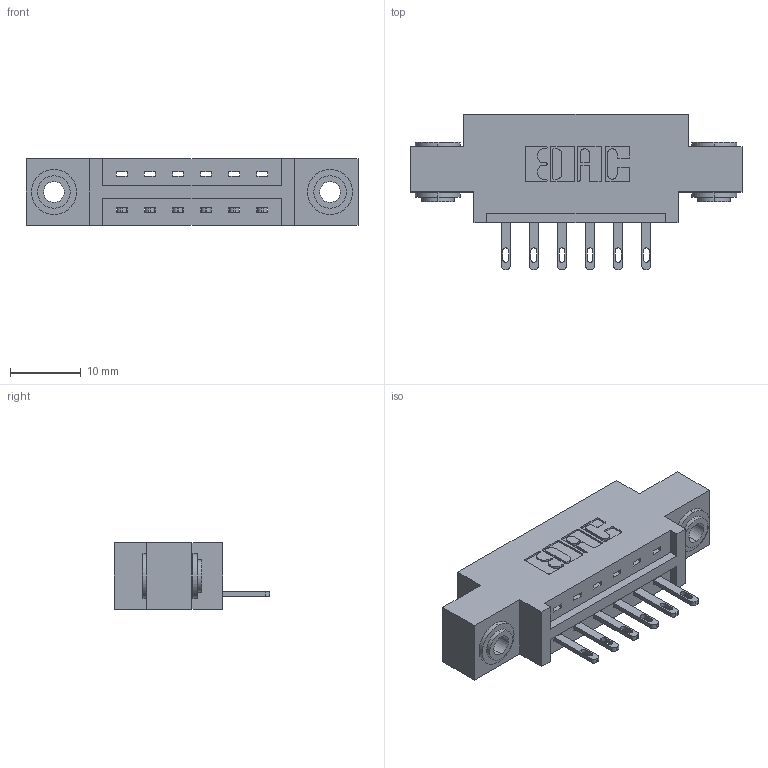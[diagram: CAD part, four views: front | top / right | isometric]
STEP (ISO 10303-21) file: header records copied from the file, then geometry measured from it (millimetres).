
FILE_DESCRIPTION (( 'STEP AP203' ), '1' );
FILE_NAME ('337-006-500-603.STEP', '2018-08-03T18:32:58', ( '' ), ( '' ), 'SwSTEP 2.0', 'SolidWorks 2016', '' );
FILE_SCHEMA (( 'CONFIG_CONTROL_DESIGN' ));
Length unit declared in the file: inch
Products named in the file (4): 345-250-002_345-250-002-102; 337-006-500-603; 337 Part_0.170 Offset - 0.156 Dia-TH; 345-292-001_345-293-100
Assembly tree (9 placements, depth 2):
  337-006-500-603
    337 Part_0.170 Offset - 0.156 Dia-TH
    345-292-001_345-293-100  x6
    345-250-002_345-250-002-102  x2
Bounding box: 46.79 x 21.85 x 9.4 mm (x, y, z)
Volume: 4317.8 mm3; surface area: 4605.1 mm2
Topology: 9 solids, 9 shells, 504 faces, 1479 edges, 982 vertices
Faces by surface type: plane 324, cylinder 172, cone 8
Entity records: 9828 total; most frequent: CARTESIAN_POINT 1687, ORIENTED_EDGE 1622, DIRECTION 1529, EDGE_CURVE 811, LINE 655, VECTOR 655, VERTEX_POINT 538, AXIS2_PLACEMENT_3D 437
